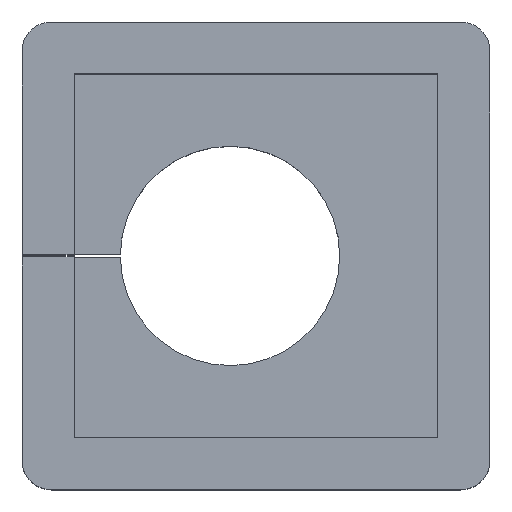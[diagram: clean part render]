
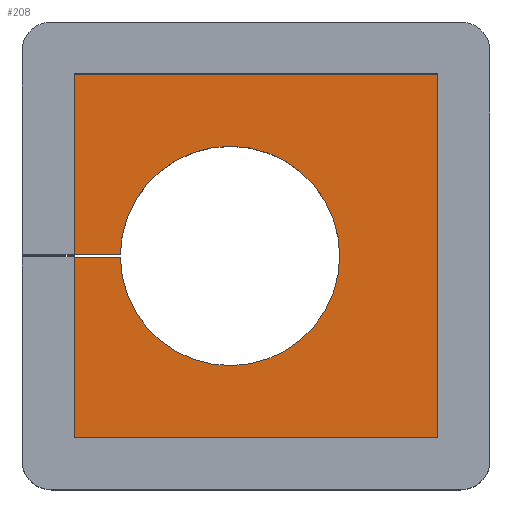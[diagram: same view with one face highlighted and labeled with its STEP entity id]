
A CAD part, top view. The second image highlights one B-rep face of the part: STEP entity #208.
In plain terms, the highlighted planar face has unit normal (0, 0, 1).
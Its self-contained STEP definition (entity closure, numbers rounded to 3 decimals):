
#208=ADVANCED_FACE('NONE',(#418),#419,.F.);
#418=FACE_OUTER_BOUND('',#627,.T.);
#419=PLANE('',#628);
#627=EDGE_LOOP('',(#1208,#1209,#1210,#1211,#1212,#1213,#1214,#1215,#1216));
#628=AXIS2_PLACEMENT_3D('',#1217,#1218,#1219);
#1208=ORIENTED_EDGE('',*,*,#1553,.T.);
#1209=ORIENTED_EDGE('',*,*,#1317,.F.);
#1210=ORIENTED_EDGE('',*,*,#1554,.F.);
#1211=ORIENTED_EDGE('',*,*,#1555,.T.);
#1212=ORIENTED_EDGE('',*,*,#1345,.T.);
#1213=ORIENTED_EDGE('',*,*,#1551,.T.);
#1214=ORIENTED_EDGE('',*,*,#1548,.T.);
#1215=ORIENTED_EDGE('',*,*,#1545,.T.);
#1216=ORIENTED_EDGE('',*,*,#1542,.T.);
#1217=CARTESIAN_POINT('',(-31.5,31.5,27.5));
#1218=DIRECTION('',(0.0,0.0,-1.0));
#1219=DIRECTION('',(0.0,-1.0,0.0));
#1317=EDGE_CURVE('NONE',#1581,#1583,#1584,.T.);
#1345=EDGE_CURVE('NONE',#1632,#1633,#1634,.T.);
#1542=EDGE_CURVE('NONE',#1926,#1924,#1927,.T.);
#1545=EDGE_CURVE('NONE',#1930,#1926,#1931,.T.);
#1548=EDGE_CURVE('NONE',#1934,#1930,#1935,.T.);
#1551=EDGE_CURVE('NONE',#1633,#1934,#1938,.T.);
#1553=EDGE_CURVE('NONE',#1924,#1583,#1940,.T.);
#1554=EDGE_CURVE('NONE',#1941,#1581,#1942,.T.);
#1555=EDGE_CURVE('NONE',#1941,#1632,#1943,.T.);
#1581=VERTEX_POINT('NONE',#1974);
#1583=VERTEX_POINT('NONE',#1977);
#1584=CIRCLE('',#1978,19.0);
#1632=VERTEX_POINT('NONE',#2047);
#1633=VERTEX_POINT('NONE',#2048);
#1634=LINE('',#2049,#2050);
#1924=VERTEX_POINT('NONE',#2447);
#1926=VERTEX_POINT('NONE',#2450);
#1927=LINE('',#2451,#2452);
#1930=VERTEX_POINT('NONE',#2456);
#1931=LINE('',#2457,#2458);
#1934=VERTEX_POINT('NONE',#2462);
#1935=LINE('',#2463,#2464);
#1938=LINE('',#2468,#2469);
#1940=LINE('',#2471,#2472);
#1941=VERTEX_POINT('NONE',#2473);
#1942=CIRCLE('',#2474,19.0);
#1943=LINE('',#2475,#2476);
#1974=CARTESIAN_POINT('',(14.5,0.0,27.5));
#1977=CARTESIAN_POINT('',(-23.499,0.2,27.5));
#1978=AXIS2_PLACEMENT_3D('',#2518,#2519,#2520);
#2047=CARTESIAN_POINT('',(-31.5,-0.2,27.5));
#2048=CARTESIAN_POINT('',(-31.5,-31.5,27.5));
#2049=CARTESIAN_POINT('',(-31.5,-31.5,27.5));
#2050=VECTOR('',#2542,1000.0);
#2447=CARTESIAN_POINT('',(-31.5,0.2,27.5));
#2450=CARTESIAN_POINT('',(-31.5,31.5,27.5));
#2451=CARTESIAN_POINT('',(-31.5,-31.5,27.5));
#2452=VECTOR('',#2771,1000.0);
#2456=CARTESIAN_POINT('',(31.5,31.5,27.5));
#2457=CARTESIAN_POINT('',(-31.5,31.5,27.5));
#2458=VECTOR('',#2773,1000.0);
#2462=CARTESIAN_POINT('',(31.5,-31.5,27.5));
#2463=CARTESIAN_POINT('',(31.5,-31.5,27.5));
#2464=VECTOR('',#2775,1000.0);
#2468=CARTESIAN_POINT('',(-31.5,-31.5,27.5));
#2469=VECTOR('',#2777,1000.0);
#2471=CARTESIAN_POINT('',(-31.5,0.2,27.5));
#2472=VECTOR('',#2778,1000.0);
#2473=CARTESIAN_POINT('',(-23.499,-0.2,27.5));
#2474=AXIS2_PLACEMENT_3D('',#2779,#2780,#2781);
#2475=CARTESIAN_POINT('',(-31.5,-0.2,27.5));
#2476=VECTOR('',#2782,1000.0);
#2518=CARTESIAN_POINT('',(-4.5,0.0,27.5));
#2519=DIRECTION('',(0.0,0.0,1.0));
#2520=DIRECTION('',(1.0,0.0,0.0));
#2542=DIRECTION('',(-0.0,-1.0,-0.0));
#2771=DIRECTION('',(-0.0,-1.0,-0.0));
#2773=DIRECTION('',(-1.0,-0.0,-0.0));
#2775=DIRECTION('',(0.0,1.0,0.0));
#2777=DIRECTION('',(1.0,0.,0.0));
#2778=DIRECTION('',(1.0,0.,0.0));
#2779=CARTESIAN_POINT('',(-4.5,0.0,27.5));
#2780=DIRECTION('',(0.0,0.0,1.0));
#2781=DIRECTION('',(1.0,0.0,0.0));
#2782=DIRECTION('',(-1.0,0.0,0.0));
